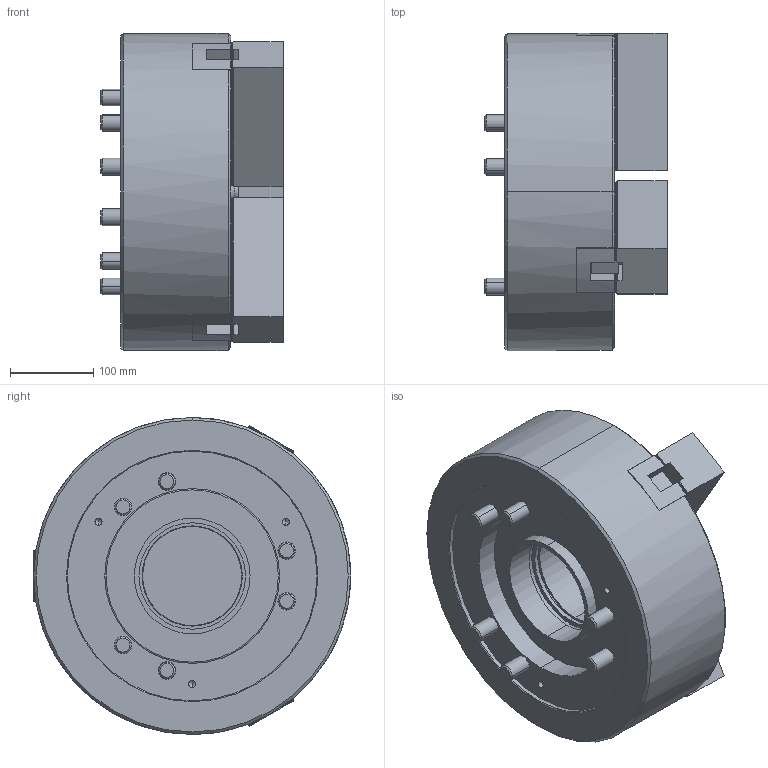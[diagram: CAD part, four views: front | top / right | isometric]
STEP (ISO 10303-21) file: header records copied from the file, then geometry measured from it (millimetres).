
FILE_DESCRIPTION (( 'STEP AP203' ), '1' );
FILE_NAME ('CF-3H-15.STEP', '2023-06-09T01:37:28', ( '' ), ( '' ), 'SwSTEP 2.0', 'SolidWorks 2020', '' );
FILE_SCHEMA (( 'CONFIG_CONTROL_DESIGN' ));
Length unit declared in the file: millimetre
Products named in the file (11): CF-3H-15-02010; CF-3H-15-08000; CF-3H-215-03000; SJ-15P; 圓頭內六角螺栓_M20x50; 圓頭內六角螺栓_M20x130; 半圓頭六角孔螺栓_M6x12; CF-3H-215-04020(寬25.5)(T型塊); CF-3H-15; CF-3H-15-01010; CF-3H-15-07010
Assembly tree (31 placements, depth 2):
  CF-3H-15
    CF-3H-15-01010
    CF-3H-15-02010
    CF-3H-215-03000  x3
    CF-3H-215-04020(寬25.5)(T型塊)  x3
    CF-3H-15-07010
    CF-3H-15-08000
    SJ-15P  x3
    圓頭內六角螺栓_M20x50  x6
    圓頭內六角螺栓_M20x130  x6
    半圓頭六角孔螺栓_M6x12  x6
Bounding box: 219.25 x 381.45 x 381 mm (x, y, z)
Volume: 14466756.9 mm3; surface area: 1188995.3 mm2
Topology: 31 solids, 31 shells, 5330 faces, 15419 edges, 10180 vertices
Faces by surface type: plane 3785, cylinder 1337, cone 194, torus 14
Entity records: 62919 total; most frequent: CARTESIAN_POINT 13449, ORIENTED_EDGE 10866, DIRECTION 8906, EDGE_CURVE 5433, VECTOR 4138, LINE 4138, VERTEX_POINT 3599, AXIS2_PLACEMENT_3D 2384
